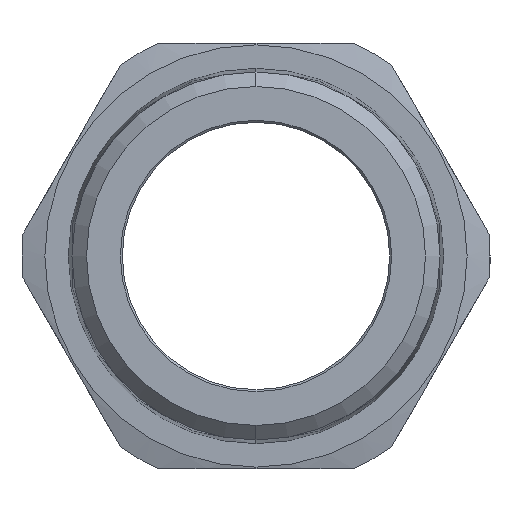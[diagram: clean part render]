
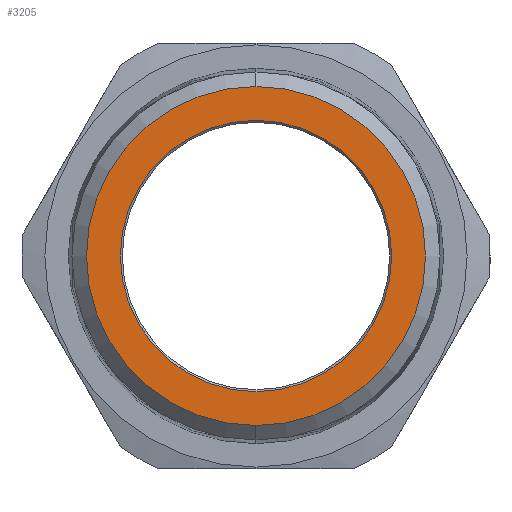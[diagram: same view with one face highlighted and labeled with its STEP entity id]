
A CAD part, left-side view. The second image highlights one B-rep face of the part: STEP entity #3205.
In plain terms, the highlighted planar face has unit normal (-1, 0, 0).
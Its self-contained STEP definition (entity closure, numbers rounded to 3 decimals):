
#1 = EDGE_CURVE ( 'NONE', #39, #1745, #2652, .T. ) ;
#39 = VERTEX_POINT ( 'NONE', #3186 ) ;
#111 = CARTESIAN_POINT ( 'NONE',  ( -57.2, 0., -21.904 ) ) ;
#123 = VERTEX_POINT ( 'NONE', #111 ) ;
#126 = CARTESIAN_POINT ( 'NONE',  ( -57.2, 0., 17.525 ) ) ;
#307 = EDGE_CURVE ( 'NONE', #1745, #39, #3324, .T. ) ;
#528 = VERTEX_POINT ( 'NONE', #2318 ) ;
#619 = CIRCLE ( 'NONE', #1577, 21.904 ) ;
#657 = DIRECTION ( 'NONE',  ( -1., 0., 0. ) ) ;
#677 = DIRECTION ( 'NONE',  ( 0., 0., 1. ) ) ;
#1217 = EDGE_CURVE ( 'NONE', #123, #528, #1688, .T. ) ;
#1236 = FACE_OUTER_BOUND ( 'NONE', #3182, .T. ) ;
#1272 = PLANE ( 'NONE',  #2683 ) ;
#1368 = ORIENTED_EDGE ( 'NONE', *, *, #1, .T. ) ;
#1396 = CARTESIAN_POINT ( 'NONE',  ( -57.2, 0., 0. ) ) ;
#1432 = CARTESIAN_POINT ( 'NONE',  ( -57.2, 0., 0. ) ) ;
#1515 = AXIS2_PLACEMENT_3D ( 'NONE', #1432, #2750, #677 ) ;
#1577 = AXIS2_PLACEMENT_3D ( 'NONE', #1396, #2444, #3194 ) ;
#1593 = AXIS2_PLACEMENT_3D ( 'NONE', #1845, #2625, #2902 ) ;
#1653 = ORIENTED_EDGE ( 'NONE', *, *, #2484, .T. ) ;
#1688 = CIRCLE ( 'NONE', #1772, 21.904 ) ;
#1745 = VERTEX_POINT ( 'NONE', #126 ) ;
#1772 = AXIS2_PLACEMENT_3D ( 'NONE', #3234, #657, #1978 ) ;
#1845 = CARTESIAN_POINT ( 'NONE',  ( -57.2, 0., 0. ) ) ;
#1978 = DIRECTION ( 'NONE',  ( 0., 0., 1. ) ) ;
#2069 = DIRECTION ( 'NONE',  ( 0., 0., 1. ) ) ;
#2318 = CARTESIAN_POINT ( 'NONE',  ( -57.2, 0., 21.904 ) ) ;
#2347 = CARTESIAN_POINT ( 'NONE',  ( -57.2, 0., 0. ) ) ;
#2444 = DIRECTION ( 'NONE',  ( -1., 0., 0. ) ) ;
#2484 = EDGE_CURVE ( 'NONE', #528, #123, #619, .T. ) ;
#2584 = ORIENTED_EDGE ( 'NONE', *, *, #307, .T. ) ;
#2625 = DIRECTION ( 'NONE',  ( 1., 0., 0. ) ) ;
#2652 = CIRCLE ( 'NONE', #1593, 17.525 ) ;
#2683 = AXIS2_PLACEMENT_3D ( 'NONE', #2347, #2863, #2069 ) ;
#2750 = DIRECTION ( 'NONE',  ( 1., 0., 0. ) ) ;
#2863 = DIRECTION ( 'NONE',  ( -1., 0., 0. ) ) ;
#2902 = DIRECTION ( 'NONE',  ( 0., 0., 1. ) ) ;
#2958 = ORIENTED_EDGE ( 'NONE', *, *, #1217, .T. ) ;
#3107 = EDGE_LOOP ( 'NONE', ( #2584, #1368 ) ) ;
#3182 = EDGE_LOOP ( 'NONE', ( #2958, #1653 ) ) ;
#3186 = CARTESIAN_POINT ( 'NONE',  ( -57.2, 0., -17.525 ) ) ;
#3194 = DIRECTION ( 'NONE',  ( 0., 0., 1. ) ) ;
#3205 = ADVANCED_FACE ( 'NONE', ( #3343, #1236 ), #1272, .T. ) ;
#3234 = CARTESIAN_POINT ( 'NONE',  ( -57.2, 0., 0. ) ) ;
#3324 = CIRCLE ( 'NONE', #1515, 17.525 ) ;
#3343 = FACE_BOUND ( 'NONE', #3107, .T. ) ;
